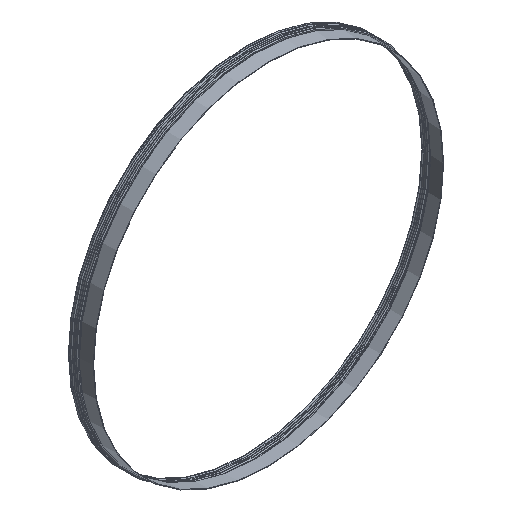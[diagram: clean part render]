
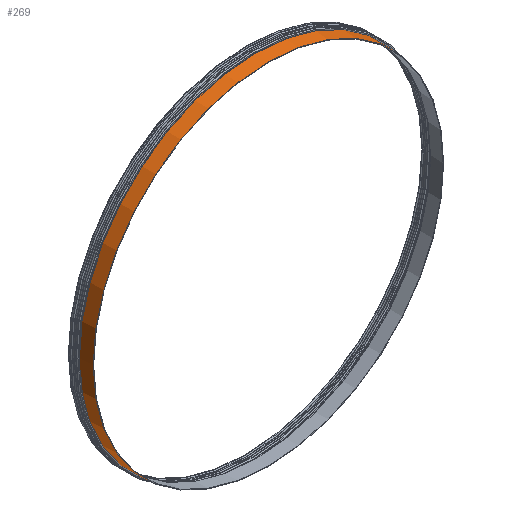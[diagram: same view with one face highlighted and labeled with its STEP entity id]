
A CAD part, isometric view. The second image highlights one B-rep face of the part: STEP entity #269.
In plain terms, the highlighted conical face has half-angle 3 degrees and reference radius 678.363 mm.
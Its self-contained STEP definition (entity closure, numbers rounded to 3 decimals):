
#42=FACE_OUTER_BOUND('',#63,.T.);
#63=EDGE_LOOP('',(#232,#233,#234,#235));
#81=LINE('',#486,#97);
#97=VECTOR('',#410,678.363);
#115=CIRCLE('',#318,679.725);
#116=CIRCLE('',#320,677.);
#134=VERTEX_POINT('',#481);
#135=VERTEX_POINT('',#484);
#167=EDGE_CURVE('',#134,#134,#115,.T.);
#168=EDGE_CURVE('',#135,#135,#116,.T.);
#169=EDGE_CURVE('',#135,#134,#81,.T.);
#232=ORIENTED_EDGE('',*,*,#168,.F.);
#233=ORIENTED_EDGE('',*,*,#169,.T.);
#234=ORIENTED_EDGE('',*,*,#167,.T.);
#235=ORIENTED_EDGE('',*,*,#169,.F.);
#251=CONICAL_SURFACE('',#319,678.363,0.052);
#269=ADVANCED_FACE('',(#42),#251,.T.);
#318=AXIS2_PLACEMENT_3D('',#482,#404,#405);
#319=AXIS2_PLACEMENT_3D('',#483,#406,#407);
#320=AXIS2_PLACEMENT_3D('',#485,#408,#409);
#404=DIRECTION('center_axis',(0.,-1.,0.));
#405=DIRECTION('ref_axis',(1.,0.,0.));
#406=DIRECTION('center_axis',(0.,1.,0.));
#407=DIRECTION('ref_axis',(1.,0.,0.));
#408=DIRECTION('center_axis',(0.,-1.,0.));
#409=DIRECTION('ref_axis',(1.,0.,0.));
#410=DIRECTION('',(-0.052,0.999,0.));
#481=CARTESIAN_POINT('',(-679.725,52.,0.));
#482=CARTESIAN_POINT('Origin',(0.,52.,0.));
#483=CARTESIAN_POINT('Origin',(0.,26.,0.));
#484=CARTESIAN_POINT('',(-677.,0.,0.));
#485=CARTESIAN_POINT('Origin',(0.,0.,0.));
#486=CARTESIAN_POINT('',(-678.363,26.,0.));
